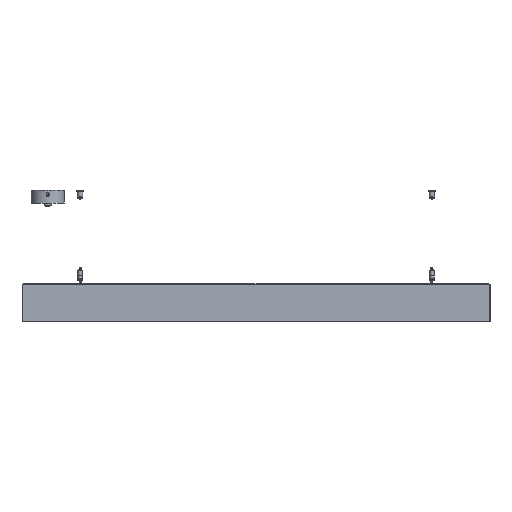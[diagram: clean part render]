
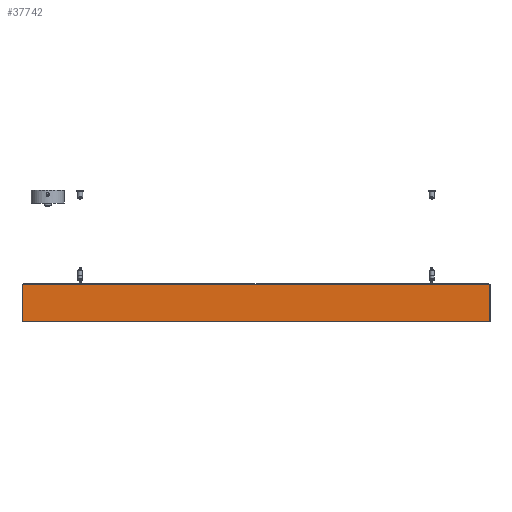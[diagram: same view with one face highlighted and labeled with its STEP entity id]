
A CAD part, left-side view. The second image highlights one B-rep face of the part: STEP entity #37742.
In plain terms, the highlighted planar face has unit normal (-1, 0, 0).
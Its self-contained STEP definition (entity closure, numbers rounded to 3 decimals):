
#1411=PLANE('',#41920);
#3916=FACE_OUTER_BOUND('',#6184,.T.);
#6184=EDGE_LOOP('',(#32478,#32479,#32480,#32481));
#7477=LINE('',#57091,#10243);
#8286=LINE('',#64690,#11052);
#9061=LINE('',#73119,#11827);
#9062=LINE('',#73121,#11828);
#10243=VECTOR('',#44910,10.);
#11052=VECTOR('',#48627,10.);
#11827=VECTOR('',#52114,10.);
#11828=VECTOR('',#52117,10.);
#15335=VERTEX_POINT('',#57088);
#15336=VERTEX_POINT('',#57090);
#16485=VERTEX_POINT('',#64687);
#16486=VERTEX_POINT('',#64689);
#19128=EDGE_CURVE('',#15335,#15336,#7477,.T.);
#20956=EDGE_CURVE('',#16485,#16486,#8286,.T.);
#22752=EDGE_CURVE('',#15336,#16485,#9061,.T.);
#22753=EDGE_CURVE('',#15335,#16486,#9062,.T.);
#32478=ORIENTED_EDGE('',*,*,#22752,.F.);
#32479=ORIENTED_EDGE('',*,*,#19128,.F.);
#32480=ORIENTED_EDGE('',*,*,#22753,.T.);
#32481=ORIENTED_EDGE('',*,*,#20956,.F.);
#37742=ADVANCED_FACE('',(#3916),#1411,.T.);
#41920=AXIS2_PLACEMENT_3D('',#73120,#52115,#52116);
#44910=DIRECTION('',(0.,0.,1.));
#48627=DIRECTION('',(0.,0.,-1.));
#52114=DIRECTION('',(0.,-1.,0.));
#52115=DIRECTION('center_axis',(-1.,0.,0.));
#52116=DIRECTION('ref_axis',(0.,0.,1.));
#52117=DIRECTION('',(0.,-1.,0.));
#57088=CARTESIAN_POINT('',(-38.,563.25,-79.8));
#57090=CARTESIAN_POINT('',(-38.,563.25,9.7));
#57091=CARTESIAN_POINT('',(-38.,563.25,9.7));
#64687=CARTESIAN_POINT('',(-38.,-563.25,9.7));
#64689=CARTESIAN_POINT('',(-38.,-563.25,-79.8));
#64690=CARTESIAN_POINT('',(-38.,-563.25,9.7));
#73119=CARTESIAN_POINT('',(-38.,0.,9.7));
#73120=CARTESIAN_POINT('Origin',(-38.,0.,-79.8));
#73121=CARTESIAN_POINT('',(-38.,0.,-79.8));
